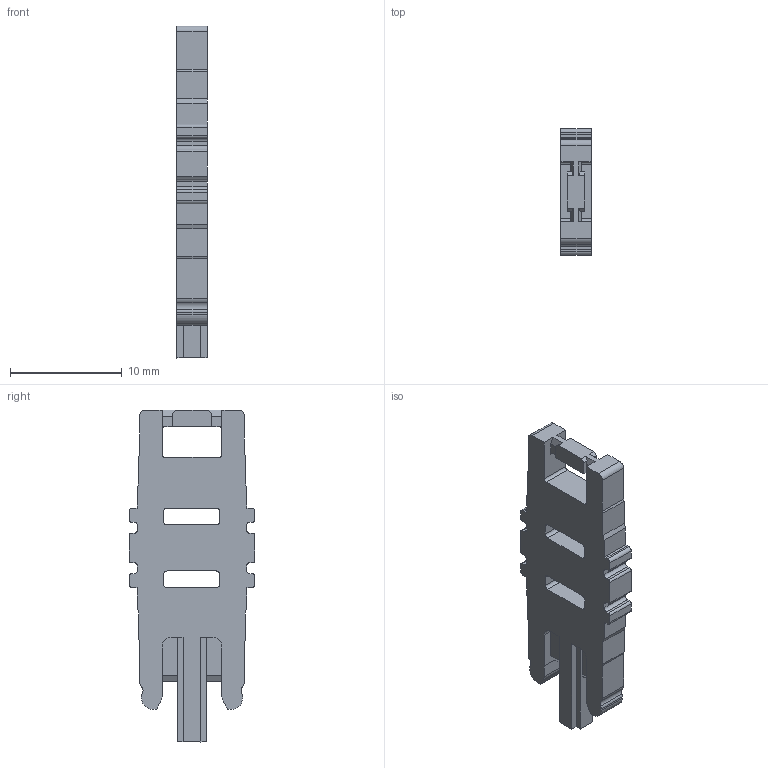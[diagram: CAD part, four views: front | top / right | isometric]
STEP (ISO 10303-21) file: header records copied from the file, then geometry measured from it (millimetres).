
FILE_DESCRIPTION(('CATIA V5R24 STEP','CAx-IF Rec.Pracs.--- Model Styling and Organization---1.2---2011-12-15'),'2;1');
FILE_NAME ('D1462619_0', '2017-07-20T06:17:31+00:00', ('Weidmueller Interface'), ('Weidmueller'), 'CATIA Version 5-6 Release 2014 SP4 HF52', 'CATIA V5 STEP AP214', 'none');
FILE_SCHEMA(('AUTOMOTIVE_DESIGN { 1 0 10303 214 1 1 1 1 }'));
Length unit declared in the file: millimetre
Products named in the file (1): 1833090000_TNST
Bounding box: 2.69 x 11.28 x 29.73 mm (x, y, z)
Volume: 589.4 mm3; surface area: 851.7 mm2
Topology: 1 solids, 1 shells, 171 faces, 536 edges, 361 vertices
Faces by surface type: plane 122, cylinder 49
Entity records: 5717 total; most frequent: ORIENTED_EDGE 1072, CARTESIAN_POINT 1055, DIRECTION 804, EDGE_CURVE 536, VECTOR 436, LINE 436, VERTEX_POINT 361, AXIS2_PLACEMENT_3D 234
